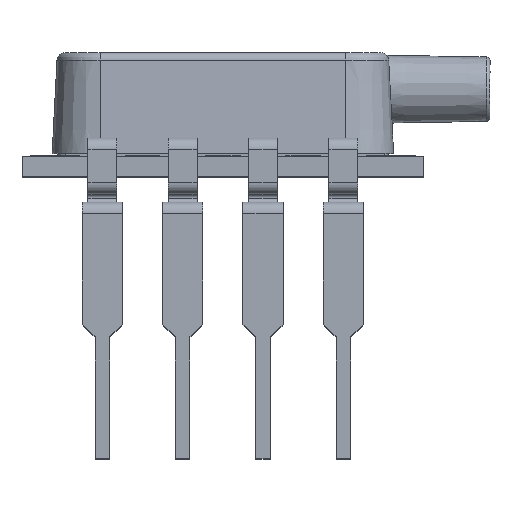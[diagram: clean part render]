
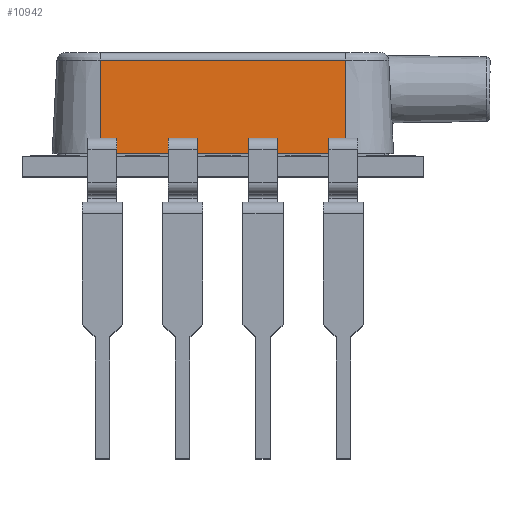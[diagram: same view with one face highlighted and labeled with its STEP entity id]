
A CAD part, top view. The second image highlights one B-rep face of the part: STEP entity #10942.
In plain terms, the highlighted face is planar.
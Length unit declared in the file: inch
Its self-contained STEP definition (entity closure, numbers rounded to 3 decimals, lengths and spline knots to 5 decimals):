
#424 = EDGE_LOOP ( 'NONE', ( #13205, #13295, #13223, #13241 ) ) ;
#1371 = DIRECTION ( 'NONE',  ( -0.001, 0.052, -0.999 ) ) ;
#1393 = CARTESIAN_POINT ( 'NONE',  ( -0.12621, 0.24247, 0.0615 ) ) ;
#2016 = FACE_OUTER_BOUND ( 'NONE', #424, .T. ) ;
#2114 = EDGE_CURVE ( 'NONE', #3225, #3205, #10252, .T. ) ;
#2966 = EDGE_CURVE ( 'NONE', #3550, #3601, #10278, .T. ) ;
#3205 = VERTEX_POINT ( 'NONE', #4898 ) ;
#3225 = VERTEX_POINT ( 'NONE', #4882 ) ;
#3550 = VERTEX_POINT ( 'NONE', #5280 ) ;
#3601 = VERTEX_POINT ( 'NONE', #5286 ) ;
#3786 = DIRECTION ( 'NONE',  ( -1., 0., 0. ) ) ;
#3790 = DIRECTION ( 'NONE',  ( -1., 0., 0. ) ) ;
#3798 = CARTESIAN_POINT ( 'NONE',  ( 0.0265, 0.23945, 0.11927 ) ) ;
#3812 = CARTESIAN_POINT ( 'NONE',  ( 0.0265, 0.2455, 0.00375 ) ) ;
#4157 = PLANE ( 'NONE',  #9233 ) ;
#4159 = DIRECTION ( 'NONE',  ( 0., 0.999, 0.052 ) ) ;
#4160 = CARTESIAN_POINT ( 'NONE',  ( 0.17924, 0.2455, 0.00375 ) ) ;
#4164 = DIRECTION ( 'NONE',  ( -1., 0., 0. ) ) ;
#4882 = CARTESIAN_POINT ( 'NONE',  ( 0.17924, 0.2455, 0.00375 ) ) ;
#4898 = CARTESIAN_POINT ( 'NONE',  ( -0.12624, 0.2455, 0.00375 ) ) ;
#5280 = CARTESIAN_POINT ( 'NONE',  ( 0.17917, 0.23945, 0.11927 ) ) ;
#5286 = CARTESIAN_POINT ( 'NONE',  ( -0.12617, 0.23945, 0.11927 ) ) ;
#6280 = EDGE_CURVE ( 'NONE', #3225, #3550, #10606, .T. ) ;
#6987 = CARTESIAN_POINT ( 'NONE',  ( 0.17921, 0.24247, 0.0615 ) ) ;
#6992 = DIRECTION ( 'NONE',  ( -0.001, -0.052, 0.999 ) ) ;
#8525 = LINE ( 'NONE', #1393, #8527 ) ;
#8527 = VECTOR ( 'NONE', #1371, 39.37008 ) ;
#9233 = AXIS2_PLACEMENT_3D ( 'NONE', #4160, #4159, #4164 ) ;
#10252 = LINE ( 'NONE', #3812, #10253 ) ;
#10253 = VECTOR ( 'NONE', #3786, 39.37008 ) ;
#10254 = VECTOR ( 'NONE', #3790, 39.37008 ) ;
#10278 = LINE ( 'NONE', #3798, #10254 ) ;
#10606 = LINE ( 'NONE', #6987, #10686 ) ;
#10686 = VECTOR ( 'NONE', #6992, 39.37008 ) ;
#10942 = ADVANCED_FACE ( 'NONE', ( #2016 ), #4157, .T. ) ;
#11316 = EDGE_CURVE ( 'NONE', #3601, #3205, #8525, .T. ) ;
#13205 = ORIENTED_EDGE ( 'NONE', *, *, #2966, .F. ) ;
#13223 = ORIENTED_EDGE ( 'NONE', *, *, #2114, .T. ) ;
#13241 = ORIENTED_EDGE ( 'NONE', *, *, #11316, .F. ) ;
#13295 = ORIENTED_EDGE ( 'NONE', *, *, #6280, .F. ) ;
